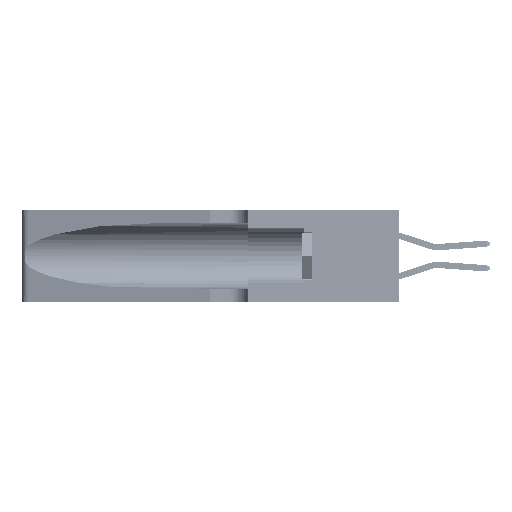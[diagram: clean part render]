
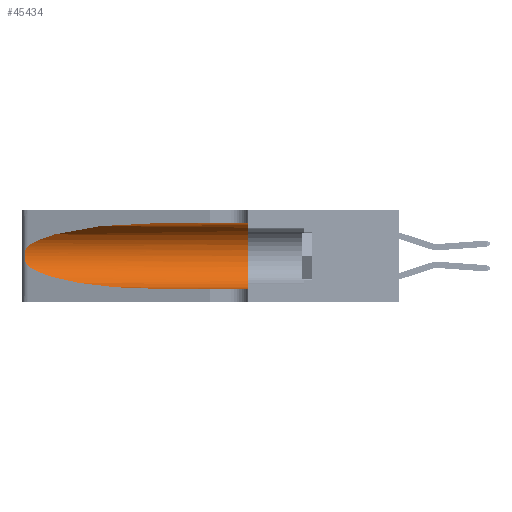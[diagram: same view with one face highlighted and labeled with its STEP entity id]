
A CAD part, left-side view. The second image highlights one B-rep face of the part: STEP entity #45434.
In plain terms, the highlighted cylindrical face has radius 3.308 mm (diameter 6.617 mm), a partial arc.
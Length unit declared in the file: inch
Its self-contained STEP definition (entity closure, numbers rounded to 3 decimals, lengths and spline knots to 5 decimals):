
#1046 = VERTEX_POINT ( 'NONE', #21378 ) ;
#1329 = CARTESIAN_POINT ( 'NONE',  ( 0.1305, 0.72297, 0.31525 ) ) ;
#2044 = CARTESIAN_POINT ( 'NONE',  ( 0.2373, 1.15595, 0.28018 ) ) ;
#2871 = VERTEX_POINT ( 'NONE', #40143 ) ;
#2954 = AXIS2_PLACEMENT_3D ( 'NONE', #3777, #15873, #12264 ) ;
#3158 = CARTESIAN_POINT ( 'NONE',  ( 0.25856, 1.23593, 0.16098 ) ) ;
#3777 = CARTESIAN_POINT ( 'NONE',  ( 0.1305, 1.61858, 0.185 ) ) ;
#3890 = ORIENTED_EDGE ( 'NONE', *, *, #8083, .F. ) ;
#4582 = CARTESIAN_POINT ( 'NONE',  ( 0.18966, 0.96281, 0.31525 ) ) ;
#5113 = DIRECTION ( 'NONE',  ( 0., -1., 0. ) ) ;
#5194 = ORIENTED_EDGE ( 'NONE', *, *, #6269, .T. ) ;
#5241 = ORIENTED_EDGE ( 'NONE', *, *, #9926, .T. ) ;
#6132 = DIRECTION ( 'NONE',  ( 0., 1., 0. ) ) ;
#6269 = EDGE_CURVE ( 'NONE', #13241, #45057, #27001, .T. ) ;
#6462 = AXIS2_PLACEMENT_3D ( 'NONE', #30866, #6132, #47451 ) ;
#6758 = CARTESIAN_POINT ( 'NONE',  ( 0.25487, 1.22718, 0.22369 ) ) ;
#7286 = CARTESIAN_POINT ( 'NONE',  ( 0.25639, 1.23186, 0.15144 ) ) ;
#8083 = EDGE_CURVE ( 'NONE', #44927, #1046, #37080, .T. ) ;
#8689 = CARTESIAN_POINT ( 'NONE',  ( 0.2373, 1.15595, 0.08982 ) ) ;
#9926 = EDGE_CURVE ( 'NONE', #45057, #2871, #47179, .T. ) ;
#12202 = ORIENTED_EDGE ( 'NONE', *, *, #37257, .F. ) ;
#12264 = DIRECTION ( 'NONE',  ( 0., 0., -1. ) ) ;
#12533 = CARTESIAN_POINT ( 'NONE',  ( 0.1305, 0.72297, 0.31525 ) ) ;
#13193 = ORIENTED_EDGE ( 'NONE', *, *, #14246, .T. ) ;
#13241 = VERTEX_POINT ( 'NONE', #15658 ) ;
#14246 = EDGE_CURVE ( 'NONE', #30311, #13241, #38250, .T. ) ;
#15585 = CARTESIAN_POINT ( 'NONE',  ( 0.25789, 1.23486, 0.15765 ) ) ;
#15658 = CARTESIAN_POINT ( 'NONE',  ( 0.25487, 1.22718, 0.22369 ) ) ;
#15873 = DIRECTION ( 'NONE',  ( 0., -1., 0. ) ) ;
#16869 = DIRECTION ( 'NONE',  ( 0., -1., 0. ) ) ;
#18282 = CARTESIAN_POINT ( 'NONE',  ( 0.25487, 1.22718, 0.22369 ) ) ;
#19193 = CARTESIAN_POINT ( 'NONE',  ( 0.26018, 1.23835, 0.19895 ) ) ;
#21378 = CARTESIAN_POINT ( 'NONE',  ( 0.1305, 0.35, 0.05475 ) ) ;
#21475 = CARTESIAN_POINT ( 'NONE',  ( 0.1305, 0.72297, 0.05475 ) ) ;
#22903 = LINE ( 'NONE', #24970, #46144 ) ;
#24970 = CARTESIAN_POINT ( 'NONE',  ( 0.1305, 1.61858, 0.05475 ) ) ;
#27001 = B_SPLINE_CURVE_WITH_KNOTS ( 'NONE', 3,
 ( #6758, #40304, #36151, #44292, #27328, #19193, #47903, #52744, #48070, #3158, #15585, #7286, #44120, #52390 ),
 .UNSPECIFIED., .F., .F.,
 ( 4, 2, 2, 2, 2, 2, 4 ),
 ( 0., 0.00027, 0.00053, 0.00107, 0.0016, 0.00187, 0.00214 ),
 .UNSPECIFIED. ) ;
#27328 = CARTESIAN_POINT ( 'NONE',  ( 0.25854, 1.2359, 0.20912 ) ) ;
#29429 = CARTESIAN_POINT ( 'NONE',  ( 0.18966, 0.96281, 0.05475 ) ) ;
#29866 = CARTESIAN_POINT ( 'NONE',  ( 0.1305, 1.61858, 0.31525 ) ) ;
#30083 = FACE_OUTER_BOUND ( 'NONE', #52432, .T. ) ;
#30311 = VERTEX_POINT ( 'NONE', #12533 ) ;
#30866 = CARTESIAN_POINT ( 'NONE',  ( 0.1305, 0.35, 0.185 ) ) ;
#31359 = CARTESIAN_POINT ( 'NONE',  ( 0.25487, 1.22718, 0.14631 ) ) ;
#32138 = EDGE_CURVE ( 'NONE', #2871, #1046, #22903, .T. ) ;
#32203 = VECTOR ( 'NONE', #5113, 39.37008 ) ;
#34597 = CARTESIAN_POINT ( 'NONE',  ( 0.1305, 0.35, 0.31525 ) ) ;
#36151 = CARTESIAN_POINT ( 'NONE',  ( 0.25639, 1.23184, 0.21858 ) ) ;
#37080 = CIRCLE ( 'NONE', #6462, 0.13025 ) ;
#37257 = EDGE_CURVE ( 'NONE', #30311, #44927, #48357, .T. ) ;
#38250 =( BOUNDED_CURVE ( )  B_SPLINE_CURVE ( 3, ( #1329, #4582, #2044, #18282 ),
 .UNSPECIFIED., .F., .T. ) 
 B_SPLINE_CURVE_WITH_KNOTS ( ( 4, 4 ),
 ( 1.5708, 2.84003 ),
 .UNSPECIFIED. ) 
 CURVE ( )  GEOMETRIC_REPRESENTATION_ITEM ( )  RATIONAL_B_SPLINE_CURVE ( ( 1., 0.87, 0.87, 1. ) ) 
 REPRESENTATION_ITEM ( '' )  );
#38442 = ORIENTED_EDGE ( 'NONE', *, *, #32138, .T. ) ;
#40143 = CARTESIAN_POINT ( 'NONE',  ( 0.1305, 0.72297, 0.05475 ) ) ;
#40304 = CARTESIAN_POINT ( 'NONE',  ( 0.25555, 1.22994, 0.2215 ) ) ;
#40367 = CYLINDRICAL_SURFACE ( 'NONE', #2954, 0.13025 ) ;
#44120 = CARTESIAN_POINT ( 'NONE',  ( 0.25555, 1.22993, 0.14849 ) ) ;
#44292 = CARTESIAN_POINT ( 'NONE',  ( 0.25787, 1.23484, 0.2124 ) ) ;
#44927 = VERTEX_POINT ( 'NONE', #34597 ) ;
#45057 = VERTEX_POINT ( 'NONE', #31359 ) ;
#45434 = ADVANCED_FACE ( 'NONE', ( #30083 ), #40367, .F. ) ;
#46028 = CARTESIAN_POINT ( 'NONE',  ( 0.25487, 1.22718, 0.14631 ) ) ;
#46144 = VECTOR ( 'NONE', #16869, 39.37008 ) ;
#47179 =( BOUNDED_CURVE ( )  B_SPLINE_CURVE ( 3, ( #46028, #8689, #29429, #21475 ),
 .UNSPECIFIED., .F., .F. ) 
 B_SPLINE_CURVE_WITH_KNOTS ( ( 4, 4 ),
 ( 3.44316, 4.71239 ),
 .UNSPECIFIED. ) 
 CURVE ( )  GEOMETRIC_REPRESENTATION_ITEM ( )  RATIONAL_B_SPLINE_CURVE ( ( 1., 0.87, 0.87, 1. ) ) 
 REPRESENTATION_ITEM ( '' )  );
#47451 = DIRECTION ( 'NONE',  ( 0., 0., 1. ) ) ;
#47903 = CARTESIAN_POINT ( 'NONE',  ( 0.26075, 1.23896, 0.19203 ) ) ;
#48070 = CARTESIAN_POINT ( 'NONE',  ( 0.26017, 1.23833, 0.17102 ) ) ;
#48357 = LINE ( 'NONE', #29866, #32203 ) ;
#52390 = CARTESIAN_POINT ( 'NONE',  ( 0.25487, 1.22718, 0.14631 ) ) ;
#52432 = EDGE_LOOP ( 'NONE', ( #13193, #5194, #5241, #38442, #3890, #12202 ) ) ;
#52744 = CARTESIAN_POINT ( 'NONE',  ( 0.26075, 1.23896, 0.178 ) ) ;
